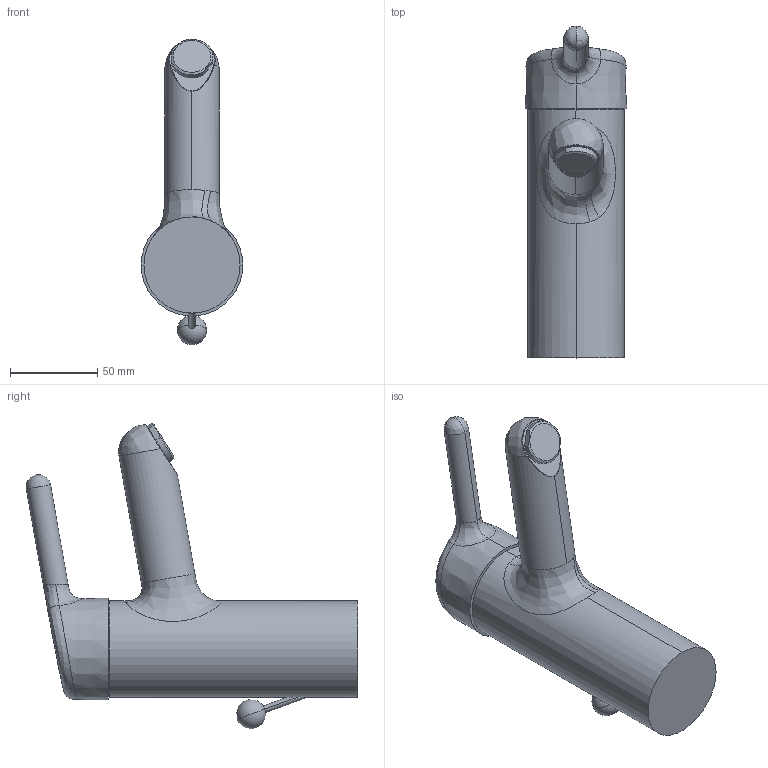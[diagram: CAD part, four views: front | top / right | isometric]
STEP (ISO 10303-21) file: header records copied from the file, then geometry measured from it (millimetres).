
FILE_DESCRIPTION (( 'STEP AP203' ), '1' );
FILE_NAME ('01612103.STEP', '2018-03-02T12:26:16', ( '' ), ( '' ), 'SwSTEP 2.0', 'SolidWorks 2016', '' );
FILE_SCHEMA (( 'CONFIG_CONTROL_DESIGN' ));
Length unit declared in the file: millimetre
Products named in the file (1): 01612103
Bounding box: 58.2 x 189.71 x 174.7 mm (x, y, z)
Volume: 507469 mm3; surface area: 49104.2 mm2
Topology: 1 solids, 1 shells, 52 faces, 134 edges, 78 vertices
Faces by surface type: bspline 25, cylinder 12, plane 7, cone 6, sphere 2
Entity records: 7363 total; most frequent: CARTESIAN_POINT 6287, ORIENTED_EDGE 244, DIRECTION 142, EDGE_CURVE 122, VERTEX_POINT 75, B_SPLINE_CURVE_WITH_KNOTS 64, AXIS2_PLACEMENT_3D 58, EDGE_LOOP 55
